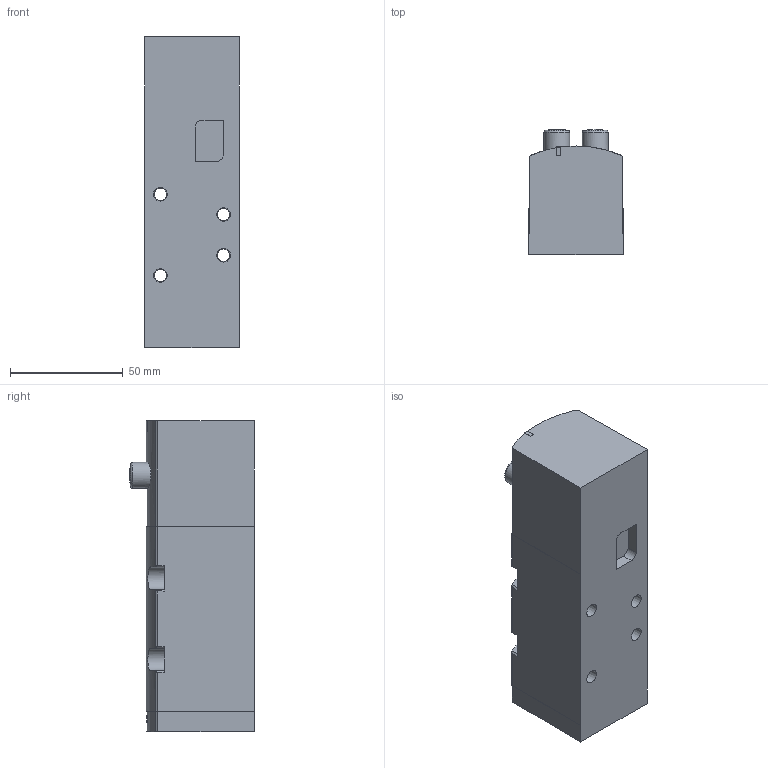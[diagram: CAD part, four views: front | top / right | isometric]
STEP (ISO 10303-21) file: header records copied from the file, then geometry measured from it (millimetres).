
FILE_DESCRIPTION(/* description */ ('STEP AP214'),/* implementation_level */ '2;1');
FILE_NAME(/* name */ '543698_VSVA-B-M52-AZD-D1-1T1L',/* time_stamp */ '2024-09-17T07:14:36+02:00',/* author */ ('License CC BY-ND 4.0'),/* organization */ ('CADENAS'),/* preprocessor_version */ 'ST-DEVELOPER v19.3',/* originating_system */ 'PARTsolutions',/* authorisation */ ' ');
FILE_SCHEMA (('AUTOMOTIVE_DESIGN {1 0 10303 214 3 1 1}'));
Length unit declared in the file: millimetre
Products named in the file (1): 543698 VSVA-B-M52-AZD-D1-1T1L
Bounding box: 42 x 55.3 x 138 mm (x, y, z)
Volume: 260056.7 mm3; surface area: 31766.4 mm2
Topology: 1 solids, 1 shells, 117 faces, 313 edges, 206 vertices
Faces by surface type: plane 74, cylinder 33, cone 6, sphere 2, torus 2
Full cylindrical faces by diameter (mm): 5.5 x4, 11.4 x2
Entity records: 4480 total; most frequent: CARTESIAN_POINT 690, DIRECTION 617, ORIENTED_EDGE 594, EDGE_CURVE 297, AXIS2_PLACEMENT_3D 212, VERTEX_POINT 204, LINE 193, VECTOR 193
